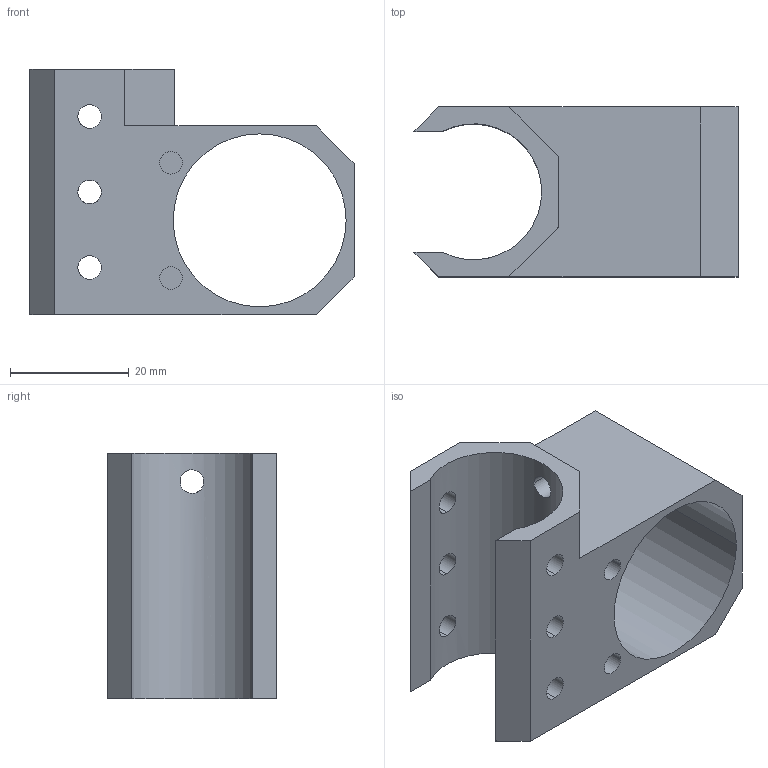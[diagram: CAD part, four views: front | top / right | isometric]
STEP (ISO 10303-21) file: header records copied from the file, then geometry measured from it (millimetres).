
FILE_DESCRIPTION (( 'STEP AP214' ), '1' );
FILE_NAME ('Side Bearing Mount.STEP', '2018-12-02T00:51:30', ( '' ), ( '' ), 'SwSTEP 2.0', 'SolidWorks 2018', '' );
FILE_SCHEMA (( 'AUTOMOTIVE_DESIGN' ));
Length unit declared in the file: inch
Products named in the file (1): Side Bearing Mount
Bounding box: 54.5 x 28.57 x 41.27 mm (x, y, z)
Volume: 16825 mm3; surface area: 11023.4 mm2
Topology: 1 solids, 1 shells, 38 faces, 102 edges, 68 vertices
Faces by surface type: cylinder 21, plane 17
Entity records: 1630 total; most frequent: CARTESIAN_POINT 601, ORIENTED_EDGE 204, DIRECTION 194, EDGE_CURVE 102, VERTEX_POINT 68, AXIS2_PLACEMENT_3D 67, VECTOR 60, LINE 60
